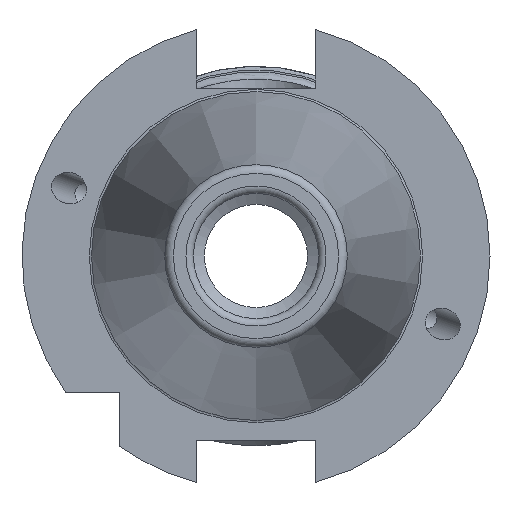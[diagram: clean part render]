
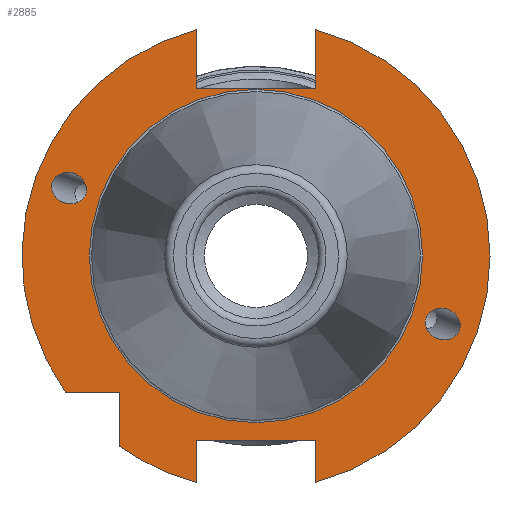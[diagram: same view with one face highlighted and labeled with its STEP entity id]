
A CAD part, left-side view. The second image highlights one B-rep face of the part: STEP entity #2885.
In plain terms, the highlighted planar face has unit normal (-1, 0, 0).
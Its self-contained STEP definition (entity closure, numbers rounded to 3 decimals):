
#1094=CARTESIAN_POINT('',(3.2,-23.093,-8.405));
#1095=VERTEX_POINT('',#1094);
#1096=CARTESIAN_POINT('',(3.2,-25.372,-9.235));
#1097=DIRECTION('',(1.0,0.0,0.0));
#1098=DIRECTION('',(0.0,-0.94,-0.342));
#1099=AXIS2_PLACEMENT_3D('',#1096,#1097,#1098);
#1100=ELLIPSE('',#1099,2.425,2.1);
#1101=EDGE_CURVE('',#1095,#1095,#1100,.T.);
#1131=CARTESIAN_POINT('',(3.2,23.093,8.405));
#1132=VERTEX_POINT('',#1131);
#1133=CARTESIAN_POINT('',(3.2,25.372,9.235));
#1134=DIRECTION('',(1.0,0.0,0.0));
#1135=DIRECTION('',(0.0,0.94,0.342));
#1136=AXIS2_PLACEMENT_3D('',#1133,#1134,#1135);
#1137=ELLIPSE('',#1136,2.425,2.1);
#1138=EDGE_CURVE('',#1132,#1132,#1137,.T.);
#2013=CARTESIAN_POINT('',(3.2,18.5,-18.5));
#2014=VERTEX_POINT('',#2013);
#2015=CARTESIAN_POINT('',(3.2,18.5,-25.834));
#2016=VERTEX_POINT('',#2015);
#2017=CARTESIAN_POINT('',(3.2,18.5,-18.5));
#2018=DIRECTION('',(0.0,0.0,-1.0));
#2019=VECTOR('',#2018,7.334);
#2020=LINE('',#2017,#2019);
#2021=EDGE_CURVE('',#2014,#2016,#2020,.T.);
#2136=CARTESIAN_POINT('',(3.2,25.834,-18.5));
#2137=VERTEX_POINT('',#2136);
#2138=CARTESIAN_POINT('',(3.2,25.834,-18.5));
#2139=DIRECTION('',(0.0,-1.0,0.0));
#2140=VECTOR('',#2139,7.334);
#2141=LINE('',#2138,#2140);
#2142=EDGE_CURVE('',#2137,#2014,#2141,.T.);
#2237=CARTESIAN_POINT('',(3.2,8.05,30.738));
#2238=VERTEX_POINT('',#2237);
#2239=CARTESIAN_POINT('',(3.2,0.0,0.));
#2240=DIRECTION('',(-1.0,0.0,0.));
#2241=DIRECTION('',(0.,0.0,1.0));
#2242=AXIS2_PLACEMENT_3D('',#2239,#2240,#2241);
#2243=CIRCLE('',#2242,31.775);
#2244=EDGE_CURVE('',#2238,#2137,#2243,.T.);
#2632=CARTESIAN_POINT('',(3.2,8.05,-25.0));
#2633=VERTEX_POINT('',#2632);
#2640=CARTESIAN_POINT('',(3.2,8.05,-30.738));
#2641=VERTEX_POINT('',#2640);
#2642=CARTESIAN_POINT('',(3.2,8.05,-30.738));
#2643=DIRECTION('',(0.0,0.0,1.0));
#2644=VECTOR('',#2643,5.738);
#2645=LINE('',#2642,#2644);
#2646=EDGE_CURVE('',#2641,#2633,#2645,.T.);
#2696=CARTESIAN_POINT('',(3.2,-8.05,-30.738));
#2697=VERTEX_POINT('',#2696);
#2704=CARTESIAN_POINT('',(3.2,-8.05,-25.0));
#2705=VERTEX_POINT('',#2704);
#2706=CARTESIAN_POINT('',(3.2,-8.05,-25.0));
#2707=DIRECTION('',(0.0,0.0,-1.0));
#2708=VECTOR('',#2707,5.738);
#2709=LINE('',#2706,#2708);
#2710=EDGE_CURVE('',#2705,#2697,#2709,.T.);
#2729=CARTESIAN_POINT('',(3.2,8.05,-25.0));
#2730=DIRECTION('',(0.0,-1.0,0.0));
#2731=VECTOR('',#2730,16.1);
#2732=LINE('',#2729,#2731);
#2733=EDGE_CURVE('',#2633,#2705,#2732,.T.);
#2817=CARTESIAN_POINT('',(3.2,0.0,27.233));
#2818=DIRECTION('',(-1.0,0.0,0.0));
#2819=DIRECTION('',(0.0,0.0,1.0));
#2820=AXIS2_PLACEMENT_3D('',#2817,#2818,#2819);
#2821=PLANE('',#2820);
#2822=ORIENTED_EDGE('',*,*,#2021,.T.);
#2823=CARTESIAN_POINT('',(3.2,0.0,0.));
#2824=DIRECTION('',(-1.0,0.0,0.));
#2825=DIRECTION('',(0.,0.0,1.0));
#2826=AXIS2_PLACEMENT_3D('',#2823,#2824,#2825);
#2827=CIRCLE('',#2826,31.775);
#2828=EDGE_CURVE('',#2016,#2641,#2827,.T.);
#2829=ORIENTED_EDGE('',*,*,#2828,.T.);
#2830=ORIENTED_EDGE('',*,*,#2646,.T.);
#2831=ORIENTED_EDGE('',*,*,#2733,.T.);
#2832=ORIENTED_EDGE('',*,*,#2710,.T.);
#2833=CARTESIAN_POINT('',(3.2,-8.05,30.738));
#2834=VERTEX_POINT('',#2833);
#2835=CARTESIAN_POINT('',(3.2,0.0,0.));
#2836=DIRECTION('',(-1.0,0.0,0.));
#2837=DIRECTION('',(0.,0.0,1.0));
#2838=AXIS2_PLACEMENT_3D('',#2835,#2836,#2837);
#2839=CIRCLE('',#2838,31.775);
#2840=EDGE_CURVE('',#2697,#2834,#2839,.T.);
#2841=ORIENTED_EDGE('',*,*,#2840,.T.);
#2842=CARTESIAN_POINT('',(3.2,-8.05,22.8));
#2843=VERTEX_POINT('',#2842);
#2844=CARTESIAN_POINT('',(3.2,-8.05,30.738));
#2845=DIRECTION('',(0.0,0.0,-1.0));
#2846=VECTOR('',#2845,7.938);
#2847=LINE('',#2844,#2846);
#2848=EDGE_CURVE('',#2834,#2843,#2847,.T.);
#2849=ORIENTED_EDGE('',*,*,#2848,.T.);
#2850=CARTESIAN_POINT('',(3.2,8.05,22.8));
#2851=VERTEX_POINT('',#2850);
#2852=CARTESIAN_POINT('',(3.2,-8.05,22.8));
#2853=DIRECTION('',(0.0,1.0,0.0));
#2854=VECTOR('',#2853,16.1);
#2855=LINE('',#2852,#2854);
#2856=EDGE_CURVE('',#2843,#2851,#2855,.T.);
#2857=ORIENTED_EDGE('',*,*,#2856,.T.);
#2858=CARTESIAN_POINT('',(3.2,8.05,22.8));
#2859=DIRECTION('',(0.0,0.0,1.0));
#2860=VECTOR('',#2859,7.938);
#2861=LINE('',#2858,#2860);
#2862=EDGE_CURVE('',#2851,#2238,#2861,.T.);
#2863=ORIENTED_EDGE('',*,*,#2862,.T.);
#2864=ORIENTED_EDGE('',*,*,#2244,.T.);
#2865=ORIENTED_EDGE('',*,*,#2142,.T.);
#2866=EDGE_LOOP('',(#2822,#2829,#2830,#2831,#2832,#2841,#2849,#2857,#2863,#2864,#2865));
#2867=FACE_OUTER_BOUND('',#2866,.T.);
#2868=ORIENTED_EDGE('',*,*,#1101,.T.);
#2869=EDGE_LOOP('',(#2868));
#2870=FACE_BOUND('',#2869,.T.);
#2871=ORIENTED_EDGE('',*,*,#1138,.T.);
#2872=EDGE_LOOP('',(#2871));
#2873=FACE_BOUND('',#2872,.T.);
#2874=CARTESIAN_POINT('',(3.2,22.625,0.0));
#2875=VERTEX_POINT('',#2874);
#2876=CARTESIAN_POINT('',(3.2,0.0,0.0));
#2877=DIRECTION('',(-1.0,0.0,0.0));
#2878=DIRECTION('',(0.0,1.0,0.0));
#2879=AXIS2_PLACEMENT_3D('',#2876,#2877,#2878);
#2880=CIRCLE('',#2879,22.625);
#2881=EDGE_CURVE('',#2875,#2875,#2880,.T.);
#2882=ORIENTED_EDGE('',*,*,#2881,.F.);
#2883=EDGE_LOOP('',(#2882));
#2884=FACE_BOUND('',#2883,.T.);
#2885=ADVANCED_FACE('',(#2867,#2870,#2873,#2884),#2821,.T.);
